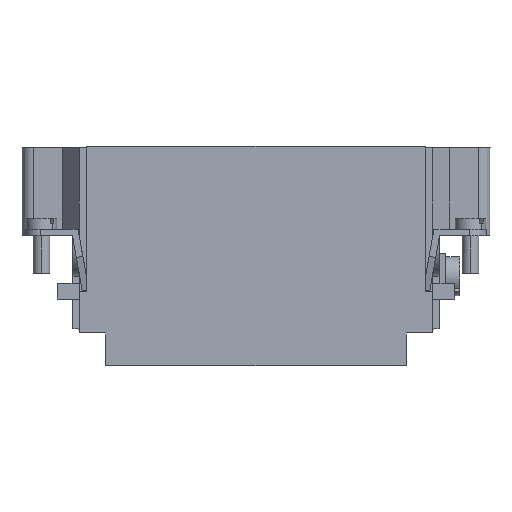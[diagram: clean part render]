
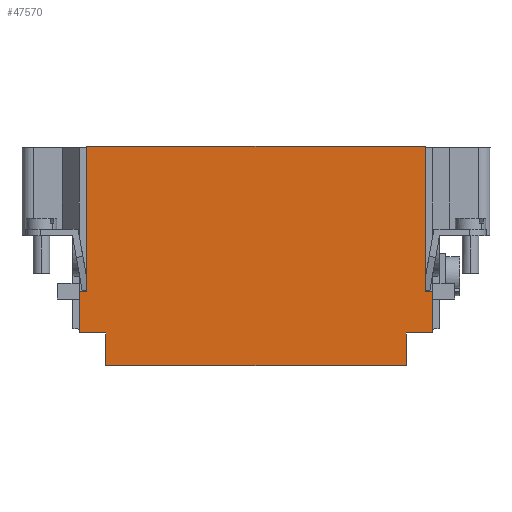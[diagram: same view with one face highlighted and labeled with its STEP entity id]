
A CAD part, left-side view. The second image highlights one B-rep face of the part: STEP entity #47570.
In plain terms, the highlighted face is planar.
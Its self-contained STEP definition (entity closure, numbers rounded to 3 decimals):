
#2890=CARTESIAN_POINT('',(26.9,24.143,
17.001));
#2900=DIRECTION('',(-1.,0.,0.));
#2910=VECTOR('',#2900,1.);
#2920=LINE('',#2890,#2910);
#2930=CARTESIAN_POINT('',(26.9,24.143,
17.001));
#2940=VERTEX_POINT('',#2930);
#2950=CARTESIAN_POINT('',(-27.3,24.143,
17.001));
#2960=VERTEX_POINT('',#2950);
#2970=EDGE_CURVE('',#2940,#2960,#2920,.T.);
#3360=CARTESIAN_POINT('',(26.9,24.143,
17.001));
#3370=DIRECTION('',(0.,-1.,0.));
#3380=VECTOR('',#3370,1.);
#3390=LINE('',#3360,#3380);
#3400=CARTESIAN_POINT('',(26.9,18.193,17.001
));
#3410=VERTEX_POINT('',#3400);
#3420=EDGE_CURVE('',#2940,#3410,#3390,.T.);
#4500=CARTESIAN_POINT('',(31.7,18.193,17.001
));
#4510=VERTEX_POINT('',#4500);
#4540=CARTESIAN_POINT('',(31.7,18.193,17.001
));
#4550=DIRECTION('',(-1.,0.,0.));
#4560=VECTOR('',#4550,1.);
#4570=LINE('',#4540,#4560);
#4580=EDGE_CURVE('',#4510,#3410,#4570,.T.);
#13730=CARTESIAN_POINT('',(31.7,10.693,
17.001));
#13740=VERTEX_POINT('',#13730);
#13770=CARTESIAN_POINT('',(31.7,18.193,
17.001));
#13780=DIRECTION('',(0.,-1.,0.));
#13790=VECTOR('',#13780,1.);
#13800=LINE('',#13770,#13790);
#13810=EDGE_CURVE('',#4510,#13740,#13800,.T.);
#46410=CARTESIAN_POINT('',(30.4,-15.557,
17.001));
#46420=VERTEX_POINT('',#46410);
#46450=CARTESIAN_POINT('',(30.4,-15.557,17.001
));
#46460=DIRECTION('',(0.,1.,0.));
#46470=VECTOR('',#46460,1.);
#46480=LINE('',#46450,#46470);
#46490=CARTESIAN_POINT('',(30.4,10.693,
17.001));
#46500=VERTEX_POINT('',#46490);
#46510=EDGE_CURVE('',#46420,#46500,#46480,.T.);
#46740=CARTESIAN_POINT('',(31.7,10.693,17.001)
);
#46750=DIRECTION('',(-1.,0.,0.));
#46760=VECTOR('',#46750,1.);
#46770=LINE('',#46740,#46760);
#46780=EDGE_CURVE('',#13740,#46500,#46770,.T.);
#46980=CARTESIAN_POINT('',(-39.15,-15.757,
17.001));
#46990=DIRECTION('',(0.,0.,1.));
#47000=DIRECTION('',(1.,0.,0.));
#47010=AXIS2_PLACEMENT_3D('',#46980,#46990,#47000);
#47020=PLANE('',#47010);
#47030=ORIENTED_EDGE('',*,*,#4580,.T.);
#47040=ORIENTED_EDGE('',*,*,#13810,.F.);
#47050=ORIENTED_EDGE('',*,*,#46780,.F.);
#47060=ORIENTED_EDGE('',*,*,#46510,.T.);
#47070=CARTESIAN_POINT('',(30.4,-15.557,17.001
));
#47080=DIRECTION('',(-1.,0.,0.));
#47090=VECTOR('',#47080,1.);
#47100=LINE('',#47070,#47090);
#47110=CARTESIAN_POINT('',(-30.8,-15.557,
17.001));
#47120=VERTEX_POINT('',#47110);
#47130=EDGE_CURVE('',#46420,#47120,#47100,.T.);
#47140=ORIENTED_EDGE('',*,*,#47130,.F.);
#47150=CARTESIAN_POINT('',(-30.8,10.693,17.001
));
#47160=DIRECTION('',(0.,-1.,0.));
#47170=VECTOR('',#47160,1.);
#47180=LINE('',#47150,#47170);
#47190=CARTESIAN_POINT('',(-30.8,10.693,
17.001));
#47200=VERTEX_POINT('',#47190);
#47210=EDGE_CURVE('',#47200,#47120,#47180,.T.);
#47220=ORIENTED_EDGE('',*,*,#47210,.T.);
#47230=CARTESIAN_POINT('',(-30.8,10.693,17.001
));
#47240=DIRECTION('',(-1.,0.,0.));
#47250=VECTOR('',#47240,1.);
#47260=LINE('',#47230,#47250);
#47270=CARTESIAN_POINT('',(-32.1,10.693,
17.001));
#47280=VERTEX_POINT('',#47270);
#47290=EDGE_CURVE('',#47200,#47280,#47260,.T.);
#47300=ORIENTED_EDGE('',*,*,#47290,.F.);
#47310=CARTESIAN_POINT('',(-32.1,10.693,17.001
));
#47320=DIRECTION('',(0.,1.,0.));
#47330=VECTOR('',#47320,1.);
#47340=LINE('',#47310,#47330);
#47350=CARTESIAN_POINT('',(-32.1,18.193,
17.001));
#47360=VERTEX_POINT('',#47350);
#47370=EDGE_CURVE('',#47280,#47360,#47340,.T.);
#47380=ORIENTED_EDGE('',*,*,#47370,.F.);
#47390=CARTESIAN_POINT('',(-27.3,18.193,
17.001));
#47400=DIRECTION('',(-1.,0.,0.));
#47410=VECTOR('',#47400,1.);
#47420=LINE('',#47390,#47410);
#47430=CARTESIAN_POINT('',(-27.3,18.193,
17.001));
#47440=VERTEX_POINT('',#47430);
#47450=EDGE_CURVE('',#47440,#47360,#47420,.T.);
#47460=ORIENTED_EDGE('',*,*,#47450,.T.);
#47470=CARTESIAN_POINT('',(-27.3,24.143,
17.001));
#47480=DIRECTION('',(0.,-1.,0.));
#47490=VECTOR('',#47480,1.);
#47500=LINE('',#47470,#47490);
#47510=EDGE_CURVE('',#2960,#47440,#47500,.T.);
#47520=ORIENTED_EDGE('',*,*,#47510,.T.);
#47530=ORIENTED_EDGE('',*,*,#2970,.T.);
#47540=ORIENTED_EDGE('',*,*,#3420,.F.);
#47550=EDGE_LOOP('',(#47540,#47530,#47520,#47460,#47380,#47300,#47220,
#47140,#47060,#47050,#47040,#47030));
#47560=FACE_OUTER_BOUND('',#47550,.T.);
#47570=ADVANCED_FACE('',(#47560),#47020,.T.);
